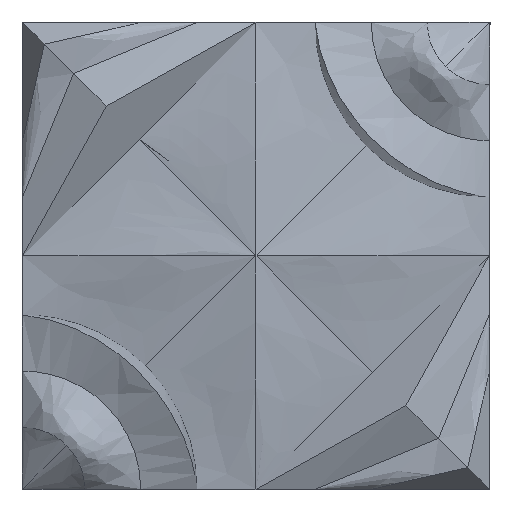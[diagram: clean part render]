
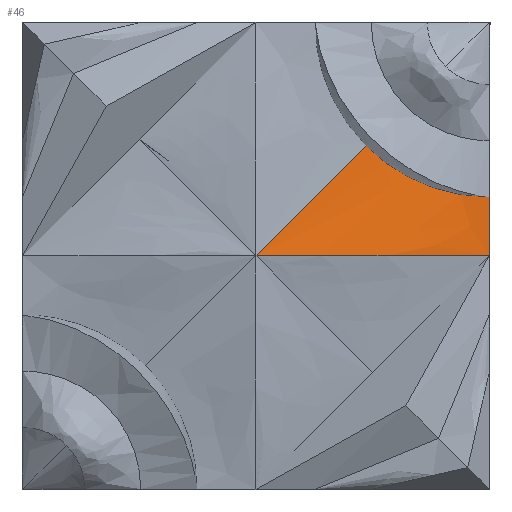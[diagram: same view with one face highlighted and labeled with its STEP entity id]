
A CAD part, top view. The second image highlights one B-rep face of the part: STEP entity #46.
In plain terms, the highlighted free-form (B-spline) face has degree [3, 3] with [4, 10] control points.
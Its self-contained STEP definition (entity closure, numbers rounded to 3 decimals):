
#46=ADVANCED_FACE('',(#83),#511,.T.);
#83=FACE_OUTER_BOUND('',#120,.T.);
#120=EDGE_LOOP('',(#264,#265,#266,#267));
#264=ORIENTED_EDGE('',*,*,#353,.T.);
#265=ORIENTED_EDGE('',*,*,#352,.T.);
#266=ORIENTED_EDGE('',*,*,#351,.F.);
#267=ORIENTED_EDGE('',*,*,#354,.F.);
#351=EDGE_CURVE('',#490,#484,#409,.T.);
#352=EDGE_CURVE('',#483,#484,#410,.T.);
#353=EDGE_CURVE('',#459,#483,#411,.T.);
#354=EDGE_CURVE('',#459,#490,#439,.T.);
#409=B_SPLINE_CURVE_WITH_KNOTS('',3,(#1268,#1269,#1270,#1271),
 .UNSPECIFIED.,.F.,.F.,(4,4),(175.276,181.611),
 .UNSPECIFIED.);
#410=B_SPLINE_CURVE_WITH_KNOTS('',3,(#1272,#1273,#1274,#1275,#1276,#1277,
#1278,#1279,#1280,#1281),.UNSPECIFIED.,.F.,.F.,(4,2,2,2,4),(0.,4.977,
9.953,14.93,19.906),.UNSPECIFIED.);
#411=B_SPLINE_CURVE_WITH_KNOTS('',3,(#1282,#1283,#1284,#1285),
 .UNSPECIFIED.,.F.,.F.,(4,4),(175.276,181.611),
 .UNSPECIFIED.);
#439=(
BOUNDED_CURVE()
B_SPLINE_CURVE(3,(#1286,#1287,#1288,#1289,#1290,#1291,#1292),
 .UNSPECIFIED.,.F.,.F.)
B_SPLINE_CURVE_WITH_KNOTS((4,3,4),(0.,10.744,21.488),
 .UNSPECIFIED.)
CURVE()
GEOMETRIC_REPRESENTATION_ITEM()
RATIONAL_B_SPLINE_CURVE((1.,1.,1.,1.,1.,1.,1.))
REPRESENTATION_ITEM('')
);
#459=VERTEX_POINT('',#1035);
#483=VERTEX_POINT('',#1059);
#484=VERTEX_POINT('',#1060);
#490=VERTEX_POINT('',#1066);
#511=B_SPLINE_SURFACE_WITH_KNOTS('',3,3,((#892,#893,#894,#895,#896,#897,
#898,#899,#900,#901),(#902,#903,#904,#905,#906,#907,#908,#909,#910,#911),
(#912,#913,#914,#915,#916,#917,#918,#919,#920,#921),(#922,#923,#924,#925,
#926,#927,#928,#929,#930,#931)),.UNSPECIFIED.,.F.,.F.,.F.,(4,4),(4,2,2,
2,4),(175.276,181.611),(0.,4.977,9.953,
14.93,19.906),.UNSPECIFIED.);
#892=CARTESIAN_POINT('',(25.,69.,-2.323));
#893=CARTESIAN_POINT('',(22.943,69.,-1.923));
#894=CARTESIAN_POINT('',(20.875,69.,-1.58));
#895=CARTESIAN_POINT('',(16.725,69.,-0.997));
#896=CARTESIAN_POINT('',(14.642,69.,-0.758));
#897=CARTESIAN_POINT('',(10.469,69.,-0.377));
#898=CARTESIAN_POINT('',(8.378,69.,-0.235));
#899=CARTESIAN_POINT('',(4.191,69.,-0.047));
#900=CARTESIAN_POINT('',(2.095,69.,0.));
#901=CARTESIAN_POINT('',(0.,69.,0.));
#902=CARTESIAN_POINT('',(25.,71.108,-2.323));
#903=CARTESIAN_POINT('',(23.221,71.108,-2.056));
#904=CARTESIAN_POINT('',(21.435,71.149,-1.827));
#905=CARTESIAN_POINT('',(17.869,71.308,-1.439));
#906=CARTESIAN_POINT('',(16.089,71.426,-1.279));
#907=CARTESIAN_POINT('',(12.554,71.738,-1.025));
#908=CARTESIAN_POINT('',(10.799,71.931,-0.931));
#909=CARTESIAN_POINT('',(7.33,72.384,-0.805));
#910=CARTESIAN_POINT('',(5.617,72.644,-0.774));
#911=CARTESIAN_POINT('',(3.932,72.932,-0.774));
#912=CARTESIAN_POINT('',(25.,73.217,-2.323));
#913=CARTESIAN_POINT('',(23.499,73.217,-2.189));
#914=CARTESIAN_POINT('',(21.995,73.297,-2.075));
#915=CARTESIAN_POINT('',(19.014,73.615,-1.881));
#916=CARTESIAN_POINT('',(17.536,73.853,-1.801));
#917=CARTESIAN_POINT('',(14.639,74.476,-1.674));
#918=CARTESIAN_POINT('',(13.22,74.862,-1.627));
#919=CARTESIAN_POINT('',(10.469,75.768,-1.564));
#920=CARTESIAN_POINT('',(9.138,76.287,-1.548));
#921=CARTESIAN_POINT('',(7.863,76.863,-1.548));
#922=CARTESIAN_POINT('',(25.,75.325,-2.323));
#923=CARTESIAN_POINT('',(23.778,75.325,-2.323));
#924=CARTESIAN_POINT('',(22.556,75.446,-2.323));
#925=CARTESIAN_POINT('',(20.158,75.923,-2.323));
#926=CARTESIAN_POINT('',(18.983,76.279,-2.323));
#927=CARTESIAN_POINT('',(16.724,77.215,-2.323));
#928=CARTESIAN_POINT('',(15.641,77.793,-2.323));
#929=CARTESIAN_POINT('',(13.609,79.152,-2.323));
#930=CARTESIAN_POINT('',(12.659,79.931,-2.323));
#931=CARTESIAN_POINT('',(11.795,80.795,-2.323));
#1035=CARTESIAN_POINT('',(25.,69.,-2.323));
#1059=CARTESIAN_POINT('',(25.,75.325,-2.323));
#1060=CARTESIAN_POINT('',(11.795,80.795,-2.323));
#1066=CARTESIAN_POINT('',(0.,69.,0.));
#1268=CARTESIAN_POINT('',(0.,69.,0.));
#1269=CARTESIAN_POINT('',(3.932,72.932,-0.774));
#1270=CARTESIAN_POINT('',(7.863,76.863,-1.548));
#1271=CARTESIAN_POINT('',(11.795,80.795,-2.323));
#1272=CARTESIAN_POINT('',(25.,75.325,-2.323));
#1273=CARTESIAN_POINT('',(23.778,75.325,-2.323));
#1274=CARTESIAN_POINT('',(22.556,75.446,-2.323));
#1275=CARTESIAN_POINT('',(20.158,75.923,-2.323));
#1276=CARTESIAN_POINT('',(18.983,76.279,-2.323));
#1277=CARTESIAN_POINT('',(16.724,77.215,-2.323));
#1278=CARTESIAN_POINT('',(15.641,77.793,-2.323));
#1279=CARTESIAN_POINT('',(13.609,79.152,-2.323));
#1280=CARTESIAN_POINT('',(12.659,79.931,-2.323));
#1281=CARTESIAN_POINT('',(11.795,80.795,-2.323));
#1282=CARTESIAN_POINT('',(25.,69.,-2.323));
#1283=CARTESIAN_POINT('',(25.,71.108,-2.323));
#1284=CARTESIAN_POINT('',(25.,73.217,-2.323));
#1285=CARTESIAN_POINT('',(25.,75.325,-2.323));
#1286=CARTESIAN_POINT('',(25.,69.,-2.323));
#1287=CARTESIAN_POINT('',(20.886,69.,-1.524));
#1288=CARTESIAN_POINT('',(16.729,69.,-0.949));
#1289=CARTESIAN_POINT('',(12.556,69.,-0.567));
#1290=CARTESIAN_POINT('',(8.382,69.,-0.186));
#1291=CARTESIAN_POINT('',(4.191,69.,0.));
#1292=CARTESIAN_POINT('',(0.,69.,0.));
